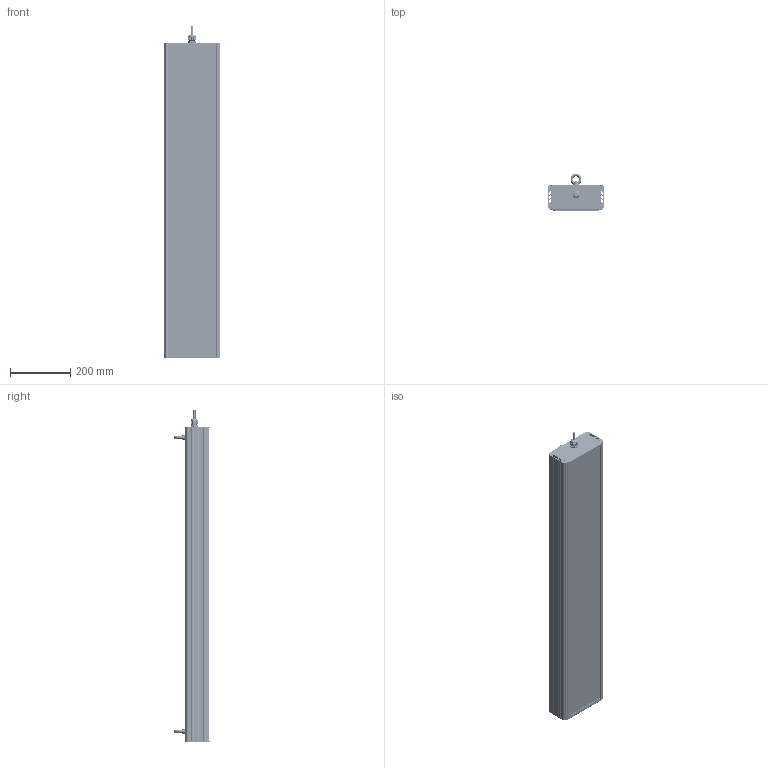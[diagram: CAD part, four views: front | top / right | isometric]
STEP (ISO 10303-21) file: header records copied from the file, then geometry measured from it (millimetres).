
FILE_DESCRIPTION(('STEP AP214'), '1');
FILE_NAME('001.0079.95.000 - ÃÑÏ-Ýêñòðà-Îïòèê-220', '2023-11-03T05:01:25', ('Ëóêîíèí'), ('ÎÊÁ Ñâîé Ñòèëü'), 'C3D Converter', 'C3D Toolkit', '');
FILE_SCHEMA(('AUTOMOTIVE_DESIGN { 1 0 10303 214 3 1 1}'));
Length unit declared in the file: millimetre
Products named in the file (26): 001.0079.95.000; 001.0065.02.000
Assembly tree (69 placements, depth 4):
  001.0079.95.000
    (unnamed)
      (unnamed)
      (unnamed)
      (unnamed)
      (unnamed)  x6
      (unnamed)  x6
      (unnamed)
      (unnamed)
      (unnamed)
      (unnamed)
        (unnamed)
      (unnamed)  x22
        (unnamed)
        (unnamed)
        (unnamed)
        (unnamed)
        (unnamed)
        (unnamed)
        (unnamed)
        (unnamed)
        (unnamed)
        (unnamed)
    001.0065.02.000  x2
      (unnamed)
      (unnamed)
Bounding box: 187.37 x 121.62 x 1106.43 mm (x, y, z)
Volume: 3459537.2 mm3; surface area: 2545937.3 mm2
Topology: 750 solids, 750 shells, 9926 faces, 22421 edges, 15021 vertices
Faces by surface type: plane 7170, cylinder 2252, bspline 357, cone 112, sphere 22, torus 13
Full cylindrical faces by diameter (mm): 1 x22, 2 x44, 2.5 x88, 2.8 x550, 3.2 x22, 3.5 x132, 4 x12, 6 x2, 8 x12, 9 x286, 12 x1, 12.5 x1, 16 x1, 18.5 x3, 20 x1, 23.5 x1
Entity records: 92622 total; most frequent: CARTESIAN_POINT 45618, ORIENTED_EDGE 8892, DIRECTION 8074, EDGE_CURVE 4446, VERTEX_POINT 3074, LINE 2696, VECTOR 2696, AXIS2_PLACEMENT_3D 2689
